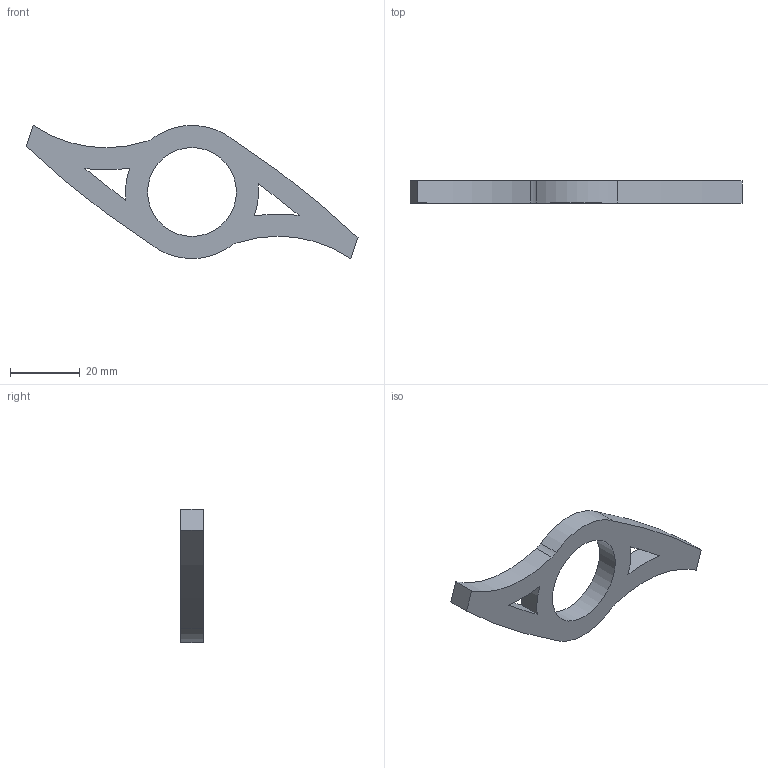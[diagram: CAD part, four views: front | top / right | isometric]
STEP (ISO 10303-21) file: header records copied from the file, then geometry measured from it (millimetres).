
FILE_DESCRIPTION(/* description */ (''),/* implementation_level */ '2;1');
FILE_NAME(/* name */ 'SliceBoy Modded Weapon.stp',/* time_stamp */ '2020-11-14T19:46:42-05:00',/* author */ ('Esketitttttt'),/* organization */ (''),/* preprocessor_version */ 'ST-DEVELOPER v18.1',/* originating_system */ 'Autodesk Inventor 2021',/* authorisation */ '');
FILE_SCHEMA (('AUTOMOTIVE_DESIGN { 1 0 10303 214 3 1 1 }'));
Length unit declared in the file: inch
Products named in the file (1): SliceBoy Modded Weapon
Bounding box: 94.91 x 6.35 x 38.1 mm (x, y, z)
Volume: 8731.1 mm3; surface area: 5153.5 mm2
Topology: 1 solids, 1 shells, 19 faces, 51 edges, 34 vertices
Faces by surface type: cylinder 15, plane 4
Full cylindrical faces by diameter (mm): 25.4 x1
Entity records: 670 total; most frequent: DIRECTION 121, CARTESIAN_POINT 105, ORIENTED_EDGE 102, EDGE_CURVE 51, AXIS2_PLACEMENT_3D 50, VERTEX_POINT 34, CIRCLE 30, EDGE_LOOP 25
